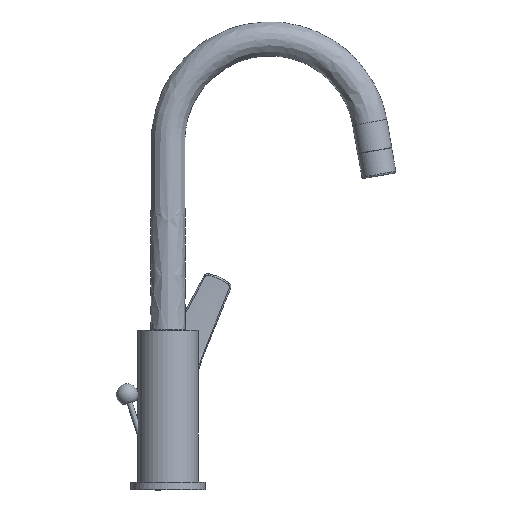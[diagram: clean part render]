
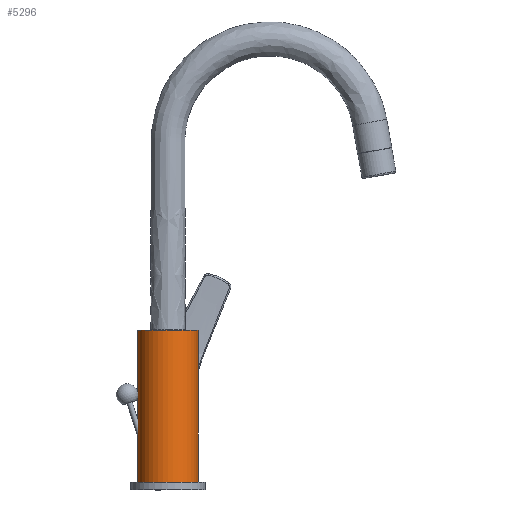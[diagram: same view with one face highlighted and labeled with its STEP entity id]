
A CAD part, front view. The second image highlights one B-rep face of the part: STEP entity #5296.
In plain terms, the highlighted cylindrical face has radius 20 mm (diameter 40 mm), a full revolution.
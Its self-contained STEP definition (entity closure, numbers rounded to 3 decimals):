
#1113=ELLIPSE('',#7813,28.284,20.);
#1114=ELLIPSE('',#7814,28.284,20.);
#1229=CYLINDRICAL_SURFACE('',#7810,20.);
#2717=ORIENTED_EDGE('',*,*,#3510,.F.);
#2718=ORIENTED_EDGE('',*,*,#3511,.T.);
#2719=ORIENTED_EDGE('',*,*,#3512,.T.);
#2720=ORIENTED_EDGE('',*,*,#3513,.T.);
#3510=EDGE_CURVE('',#3996,#3996,#4086,.T.);
#3511=EDGE_CURVE('',#3997,#3997,#4087,.T.);
#3512=EDGE_CURVE('',#3998,#3999,#1113,.F.);
#3513=EDGE_CURVE('',#3999,#3998,#1114,.T.);
#3996=VERTEX_POINT('',#21106);
#3997=VERTEX_POINT('',#21108);
#3998=VERTEX_POINT('',#21110);
#3999=VERTEX_POINT('',#21111);
#4086=CIRCLE('',#7811,20.);
#4087=CIRCLE('',#7812,20.);
#4437=EDGE_LOOP('',(#2717));
#4438=EDGE_LOOP('',(#2718));
#4439=EDGE_LOOP('',(#2719,#2720));
#4817=FACE_BOUND('',#4437,.T.);
#4818=FACE_BOUND('',#4438,.T.);
#4819=FACE_BOUND('',#4439,.T.);
#5296=ADVANCED_FACE('',(#4817,#4818,#4819),#1229,.T.);
#7810=AXIS2_PLACEMENT_3D('',#21104,#8656,#8657);
#7811=AXIS2_PLACEMENT_3D('',#21105,#8658,#8659);
#7812=AXIS2_PLACEMENT_3D('',#21107,#8660,#8661);
#7813=AXIS2_PLACEMENT_3D('',#21109,#8662,#8663);
#7814=AXIS2_PLACEMENT_3D('',#21112,#8664,#8665);
#8656=DIRECTION('',(0.,0.,-1.));
#8657=DIRECTION('',(-1.,0.,0.));
#8658=DIRECTION('',(0.,0.,-1.));
#8659=DIRECTION('',(1.,0.,0.));
#8660=DIRECTION('',(0.,0.,-1.));
#8661=DIRECTION('',(1.,0.,0.));
#8662=DIRECTION('',(0.,0.707,-0.707));
#8663=DIRECTION('',(0.,-0.707,-0.707));
#8664=DIRECTION('',(0.,-0.707,-0.707));
#8665=DIRECTION('',(0.,0.707,-0.707));
#21104=CARTESIAN_POINT('',(0.,0.,101.));
#21105=CARTESIAN_POINT('',(0.,0.,0.));
#21106=CARTESIAN_POINT('',(20.,0.,0.));
#21107=CARTESIAN_POINT('',(0.,0.,101.));
#21108=CARTESIAN_POINT('',(20.,0.,101.));
#21109=CARTESIAN_POINT('',(0.,0.,63.));
#21110=CARTESIAN_POINT('',(20.,0.,63.));
#21111=CARTESIAN_POINT('',(-20.,0.,63.));
#21112=CARTESIAN_POINT('',(0.,0.,63.));
